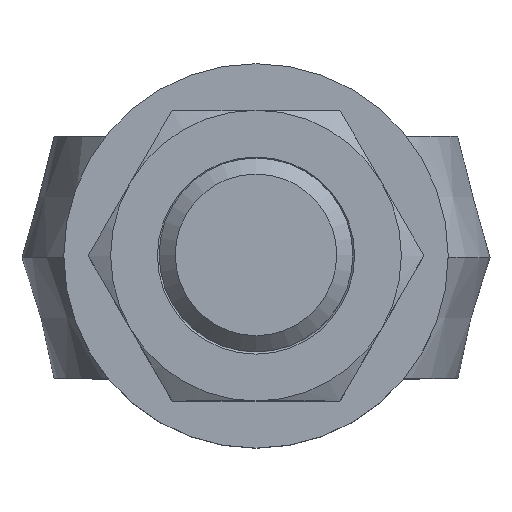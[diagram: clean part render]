
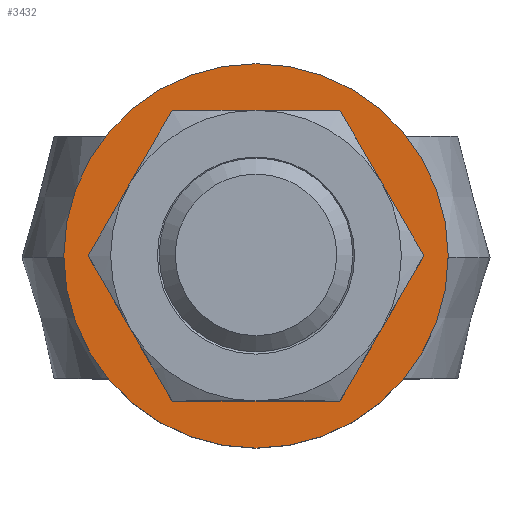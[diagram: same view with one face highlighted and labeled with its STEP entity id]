
A CAD part, top view. The second image highlights one B-rep face of the part: STEP entity #3432.
In plain terms, the highlighted planar face has unit normal (0, 0, 1).
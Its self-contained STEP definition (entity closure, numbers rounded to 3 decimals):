
#232 = CIRCLE ( 'NONE', #5075, 11.9 ) ;
#348 = ORIENTED_EDGE ( 'NONE', *, *, #1788, .T. ) ;
#419 = ORIENTED_EDGE ( 'NONE', *, *, #5624, .F. ) ;
#453 = EDGE_LOOP ( 'NONE', ( #348 ) ) ;
#562 = AXIS2_PLACEMENT_3D ( 'NONE', #4661, #2325, #3262 ) ;
#668 = VERTEX_POINT ( 'NONE', #3907 ) ;
#795 = EDGE_LOOP ( 'NONE', ( #419 ) ) ;
#1189 = PLANE ( 'NONE',  #1967 ) ;
#1663 = CARTESIAN_POINT ( 'NONE',  ( 0., 0., 1.75 ) ) ;
#1788 = EDGE_CURVE ( 'NONE', #4773, #4773, #232, .T. ) ;
#1967 = AXIS2_PLACEMENT_3D ( 'NONE', #5781, #3045, #5815 ) ;
#2050 = CARTESIAN_POINT ( 'NONE',  ( 11.9, 0., 1.75 ) ) ;
#2325 = DIRECTION ( 'NONE',  ( 0., 0., 1. ) ) ;
#2498 = FACE_BOUND ( 'NONE', #795, .T. ) ;
#3045 = DIRECTION ( 'NONE',  ( 0., 0., 1. ) ) ;
#3262 = DIRECTION ( 'NONE',  ( 1., 0., 0. ) ) ;
#3432 = ADVANCED_FACE ( 'NONE', ( #4660, #2498 ), #1189, .T. ) ;
#3907 = CARTESIAN_POINT ( 'NONE',  ( 6.5, 0., 1.75 ) ) ;
#4039 = DIRECTION ( 'NONE',  ( 1., 0., 0. ) ) ;
#4508 = CIRCLE ( 'NONE', #562, 6.5 ) ;
#4660 = FACE_OUTER_BOUND ( 'NONE', #453, .T. ) ;
#4661 = CARTESIAN_POINT ( 'NONE',  ( 0., 0., 1.75 ) ) ;
#4773 = VERTEX_POINT ( 'NONE', #2050 ) ;
#4897 = DIRECTION ( 'NONE',  ( 0., 0., 1. ) ) ;
#5075 = AXIS2_PLACEMENT_3D ( 'NONE', #1663, #4897, #4039 ) ;
#5624 = EDGE_CURVE ( 'NONE', #668, #668, #4508, .T. ) ;
#5781 = CARTESIAN_POINT ( 'NONE',  ( 0., 0., 1.75 ) ) ;
#5815 = DIRECTION ( 'NONE',  ( 1., 0., 0. ) ) ;
